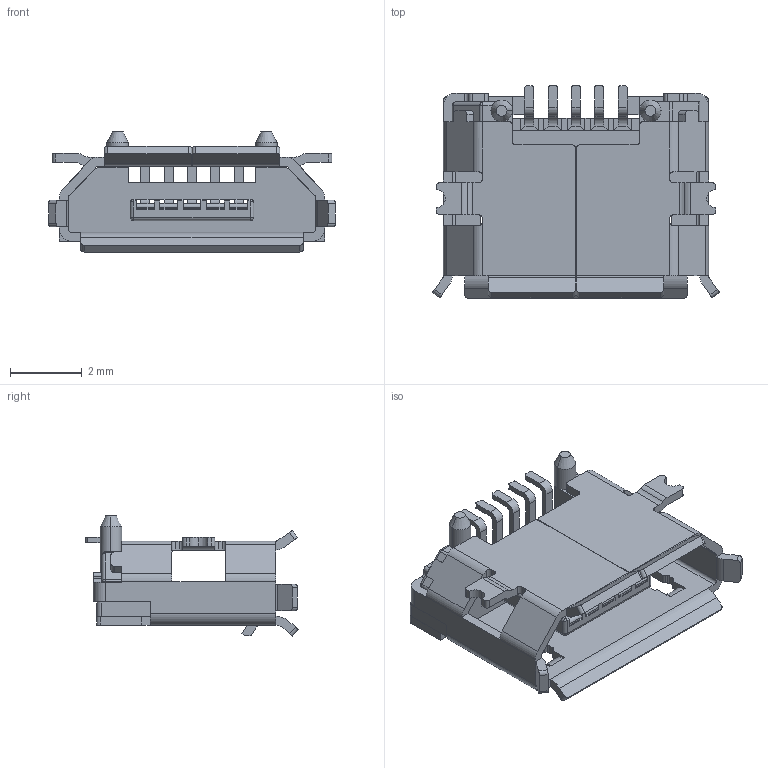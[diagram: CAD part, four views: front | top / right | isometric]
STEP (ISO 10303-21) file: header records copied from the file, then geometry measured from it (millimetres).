
FILE_DESCRIPTION(('STEP AP214'),'1');
FILE_NAME('629105136821.stp','2018-04-25T02:32:49',('TraceParts'),('TraceParts S.A.'),'Spatial InterOp 3D',' ',' ');
FILE_SCHEMA(('automotive_design'));
Length unit declared in the file: millimetre
Products named in the file (7): 629105136821_1; 629105136821_2; 629105136821_3; 629105136821_4; 629105136821_5; 629105136821_6; 629105136821_7
Bounding box: 8 x 5.92 x 3.35 mm (x, y, z)
Volume: 36.9 mm3; surface area: 296.7 mm2
Topology: 7 solids, 7 shells, 489 faces, 1363 edges, 870 vertices
Faces by surface type: plane 300, cylinder 179, cone 4, sphere 4, bspline 2
Entity records: 19706 total; most frequent: CARTESIAN_POINT 2895, ORIENTED_EDGE 2716, DIRECTION 2684, EDGE_CURVE 1358, LINE 990, VECTOR 990, VERTEX_POINT 870, AXIS2_PLACEMENT_3D 847
